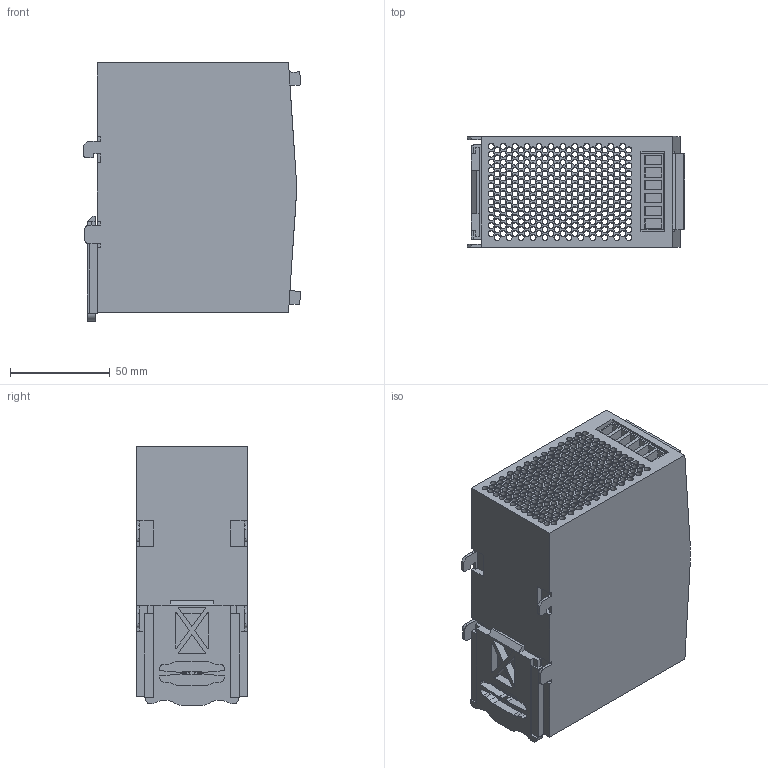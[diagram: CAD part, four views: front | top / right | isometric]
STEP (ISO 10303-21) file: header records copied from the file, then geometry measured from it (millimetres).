
FILE_DESCRIPTION((''),'2;1');
FILE_NAME('PSC 151.stp','2014-08-08T11:38:37',('roland'),(''),'Autodesk Inventor 2013','Autodesk Inventor 2013','');
FILE_SCHEMA(('CONFIG_CONTROL_DESIGN'));
Length unit declared in the file: millimetre
Products named in the file (9): PSC 151; BOX; GREEN BOTTOM; GREEN TOP; GB 822-88  H M2 x 3; BULB; larger interlock PLATE; larger interlock; RED SWITCH
Assembly tree (8 placements, depth 2):
  PSC 151
    BOX
    GREEN BOTTOM
    GREEN TOP
    GB 822-88  H M2 x 3
    BULB
    larger interlock PLATE
    larger interlock
    RED SWITCH
Bounding box: 108.87 x 55.5 x 129.45 mm (x, y, z)
Volume: 426323.9 mm3; surface area: 407538.4 mm2
Topology: 8 solids, 8 shells, 1113 faces, 3088 edges, 2057 vertices
Faces by surface type: plane 531, cylinder 504, bspline 62, cone 9, torus 5, sphere 2
Full cylindrical faces by diameter (mm): 2 x1, 2.436 x1, 2.5 x1, 3 x292, 3.2 x1, 3.5 x1, 4.3 x6, 4.6 x1, 5.1 x3
Entity records: 36462 total; most frequent: CARTESIAN_POINT 6965, DIRECTION 5789, ORIENTED_EDGE 5550, EDGE_CURVE 2775, AXIS2_PLACEMENT_3D 2102, EDGE_LOOP 2085, VERTEX_POINT 2054, VECTOR 1585
